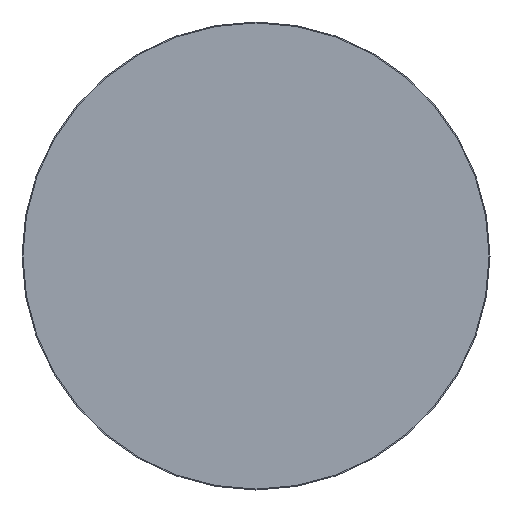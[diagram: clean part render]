
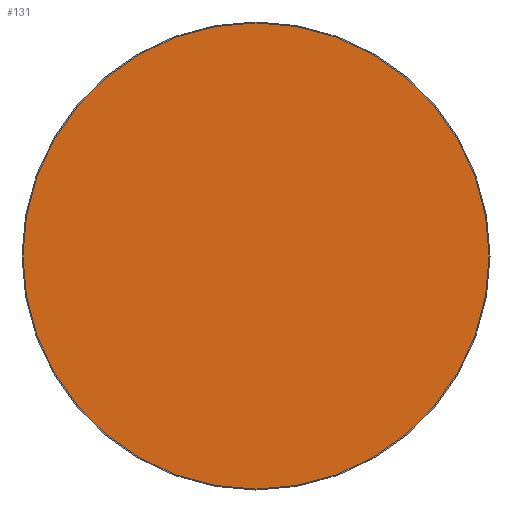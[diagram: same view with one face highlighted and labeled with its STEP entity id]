
A CAD part, front view. The second image highlights one B-rep face of the part: STEP entity #131.
In plain terms, the highlighted planar face has unit normal (0, -1, 0).
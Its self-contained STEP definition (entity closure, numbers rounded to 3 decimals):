
#5 = EDGE_LOOP ( 'NONE', ( #259, #1490 ) ) ;
#34 = AXIS2_PLACEMENT_3D ( 'NONE', #1333, #506, #1067 ) ;
#54 = CARTESIAN_POINT ( 'NONE',  ( 0., 0., 0. ) ) ;
#131 = ADVANCED_FACE ( 'NONE', ( #288 ), #590, .F. ) ;
#144 = EDGE_CURVE ( 'NONE', #558, #1143, #851, .T. ) ;
#259 = ORIENTED_EDGE ( 'NONE', *, *, #144, .T. ) ;
#288 = FACE_OUTER_BOUND ( 'NONE', #5, .T. ) ;
#506 = DIRECTION ( 'NONE',  ( 0., -1., 0. ) ) ;
#509 = CIRCLE ( 'NONE', #34, 49.8 ) ;
#558 = VERTEX_POINT ( 'NONE', #1212 ) ;
#590 = PLANE ( 'NONE',  #1316 ) ;
#738 = CARTESIAN_POINT ( 'NONE',  ( -49.8, 0., 0. ) ) ;
#840 = EDGE_CURVE ( 'NONE', #1143, #558, #509, .T. ) ;
#851 = CIRCLE ( 'NONE', #991, 49.8 ) ;
#859 = DIRECTION ( 'NONE',  ( 0., -1., 0. ) ) ;
#991 = AXIS2_PLACEMENT_3D ( 'NONE', #1127, #859, #1352 ) ;
#1067 = DIRECTION ( 'NONE',  ( 1., 0., 0. ) ) ;
#1108 = DIRECTION ( 'NONE',  ( -1., 0., 0. ) ) ;
#1127 = CARTESIAN_POINT ( 'NONE',  ( 0., 0., 0. ) ) ;
#1143 = VERTEX_POINT ( 'NONE', #738 ) ;
#1212 = CARTESIAN_POINT ( 'NONE',  ( 49.8, 0., 0. ) ) ;
#1316 = AXIS2_PLACEMENT_3D ( 'NONE', #54, #1477, #1108 ) ;
#1333 = CARTESIAN_POINT ( 'NONE',  ( 0., 0., 0. ) ) ;
#1352 = DIRECTION ( 'NONE',  ( 1., 0., 0. ) ) ;
#1477 = DIRECTION ( 'NONE',  ( 0., 1., 0. ) ) ;
#1490 = ORIENTED_EDGE ( 'NONE', *, *, #840, .T. ) ;
